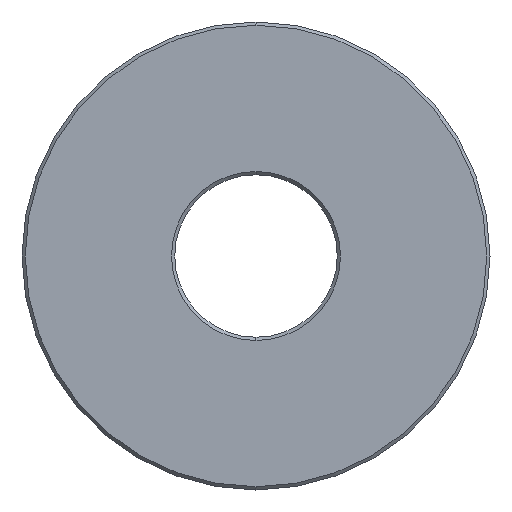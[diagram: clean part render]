
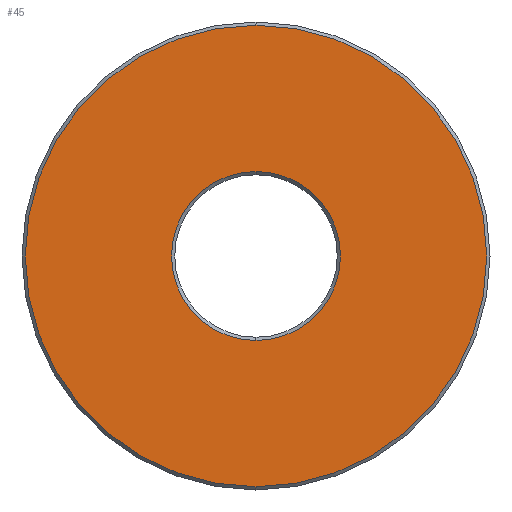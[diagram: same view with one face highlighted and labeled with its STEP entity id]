
A CAD part, left-side view. The second image highlights one B-rep face of the part: STEP entity #45.
In plain terms, the highlighted planar face has unit normal (-1, 0, 0).
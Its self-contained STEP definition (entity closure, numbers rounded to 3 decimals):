
#2 = CIRCLE ( 'NONE', #277, 35.5 ) ;
#45 = ADVANCED_FACE ( 'NONE', ( #302, #114 ), #490, .F. ) ;
#49 = CARTESIAN_POINT ( 'NONE',  ( -25., 0., 35.5 ) ) ;
#66 = VERTEX_POINT ( 'NONE', #492 ) ;
#89 = DIRECTION ( 'NONE',  ( -1., 0., 0. ) ) ;
#106 = VERTEX_POINT ( 'NONE', #225 ) ;
#114 = FACE_BOUND ( 'NONE', #507, .T. ) ;
#123 = DIRECTION ( 'NONE',  ( 1., 0., 0. ) ) ;
#126 = EDGE_CURVE ( 'NONE', #66, #543, #364, .T. ) ;
#138 = DIRECTION ( 'NONE',  ( -1., 0., 0. ) ) ;
#173 = DIRECTION ( 'NONE',  ( 0., 0., -1. ) ) ;
#179 = AXIS2_PLACEMENT_3D ( 'NONE', #253, #359, #602 ) ;
#201 = CIRCLE ( 'NONE', #480, 13. ) ;
#202 = VERTEX_POINT ( 'NONE', #467 ) ;
#205 = CIRCLE ( 'NONE', #452, 13. ) ;
#225 = CARTESIAN_POINT ( 'NONE',  ( -25., 0., 13. ) ) ;
#253 = CARTESIAN_POINT ( 'NONE',  ( -25., 36., 0. ) ) ;
#263 = ORIENTED_EDGE ( 'NONE', *, *, #352, .T. ) ;
#277 = AXIS2_PLACEMENT_3D ( 'NONE', #415, #138, #173 ) ;
#299 = EDGE_LOOP ( 'NONE', ( #397, #570 ) ) ;
#302 = FACE_OUTER_BOUND ( 'NONE', #299, .T. ) ;
#352 = EDGE_CURVE ( 'NONE', #106, #202, #201, .T. ) ;
#359 = DIRECTION ( 'NONE',  ( 1., 0., 0. ) ) ;
#364 = CIRCLE ( 'NONE', #442, 35.5 ) ;
#384 = ORIENTED_EDGE ( 'NONE', *, *, #555, .T. ) ;
#397 = ORIENTED_EDGE ( 'NONE', *, *, #126, .T. ) ;
#408 = DIRECTION ( 'NONE',  ( 0., 0., -1. ) ) ;
#409 = CARTESIAN_POINT ( 'NONE',  ( -25., 0., 0. ) ) ;
#415 = CARTESIAN_POINT ( 'NONE',  ( -25., 0., 0. ) ) ;
#416 = DIRECTION ( 'NONE',  ( 0., 0., -1. ) ) ;
#442 = AXIS2_PLACEMENT_3D ( 'NONE', #409, #89, #416 ) ;
#452 = AXIS2_PLACEMENT_3D ( 'NONE', #532, #523, #578 ) ;
#466 = EDGE_CURVE ( 'NONE', #543, #66, #2, .T. ) ;
#467 = CARTESIAN_POINT ( 'NONE',  ( -25., 0., -13. ) ) ;
#480 = AXIS2_PLACEMENT_3D ( 'NONE', #500, #123, #408 ) ;
#490 = PLANE ( 'NONE',  #179 ) ;
#492 = CARTESIAN_POINT ( 'NONE',  ( -25., 0., -35.5 ) ) ;
#500 = CARTESIAN_POINT ( 'NONE',  ( -25., 0., 0. ) ) ;
#507 = EDGE_LOOP ( 'NONE', ( #263, #384 ) ) ;
#523 = DIRECTION ( 'NONE',  ( 1., 0., 0. ) ) ;
#532 = CARTESIAN_POINT ( 'NONE',  ( -25., 0., 0. ) ) ;
#543 = VERTEX_POINT ( 'NONE', #49 ) ;
#555 = EDGE_CURVE ( 'NONE', #202, #106, #205, .T. ) ;
#570 = ORIENTED_EDGE ( 'NONE', *, *, #466, .T. ) ;
#578 = DIRECTION ( 'NONE',  ( 0., 0., -1. ) ) ;
#602 = DIRECTION ( 'NONE',  ( 0., 0., -1. ) ) ;
